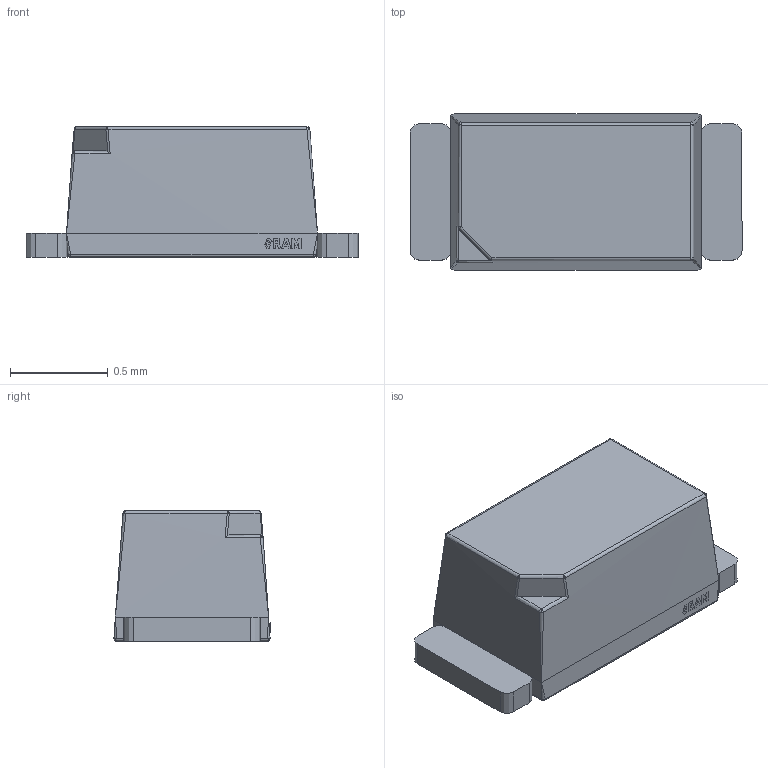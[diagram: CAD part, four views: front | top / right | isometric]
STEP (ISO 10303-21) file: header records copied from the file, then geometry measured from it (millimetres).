
FILE_DESCRIPTION (( 'STEP AP214' ), '1' );
FILE_NAME ('LS L29K-G1H2-1.STEP', '2023-06-29T19:09:26', ( '' ), ( '' ), 'SwSTEP 2.0', 'SolidWorks 2013', '' );
FILE_SCHEMA (( 'AUTOMOTIVE_DESIGN' ));
Length unit declared in the file: inch
Products named in the file (4): Osram Logo_6; Bases_6; Body_6; LS L29K-G1H2-1
Assembly tree (3 placements, depth 2):
  LS L29K-G1H2-1
    Body_6
    Bases_6
    Osram Logo_6
Bounding box: 1.7 x 0.8 x 0.67 mm (x, y, z)
Volume: 0 mm3
Topology: 7 solids, 9 shells, 88 faces, 259 edges, 160 vertices
Faces by surface type: cylinder 34, plane 34, bspline 20
Full cylindrical faces by diameter (mm): 0.03 x1
Entity records: 4437 total; most frequent: CARTESIAN_POINT 980, ORIENTED_EDGE 462, DIRECTION 405, EDGE_CURVE 231, AXIS2_PLACEMENT_3D 161, VERTEX_POINT 160, LENGTH_MEASURE_WITH_UNIT 103, UNCERTAINTY_MEASURE_WITH_UNIT 103
